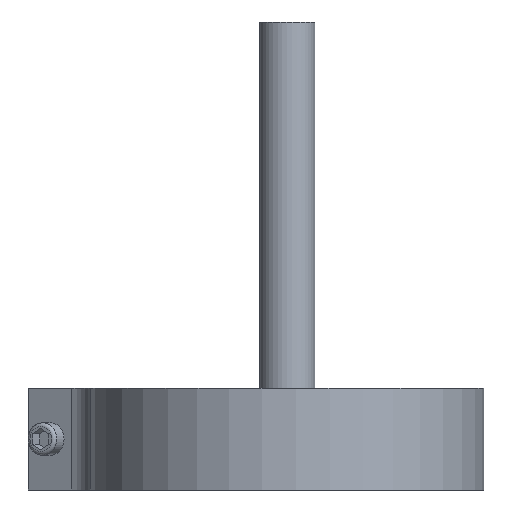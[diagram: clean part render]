
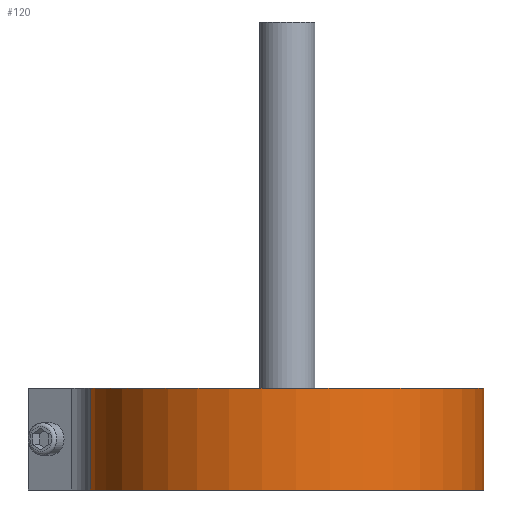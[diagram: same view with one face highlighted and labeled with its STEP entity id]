
A CAD part, front view. The second image highlights one B-rep face of the part: STEP entity #120.
In plain terms, the highlighted cylindrical face has radius 42.5 mm (diameter 85 mm), a partial arc.
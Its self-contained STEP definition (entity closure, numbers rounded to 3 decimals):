
#120 = ADVANCED_FACE( '', ( #246 ), #247, .T. );
#246 = FACE_OUTER_BOUND( '', #408, .T. );
#247 = CYLINDRICAL_SURFACE( '', #409, 42.5 );
#408 = EDGE_LOOP( '', ( #676, #677, #678, #679 ) );
#409 = AXIS2_PLACEMENT_3D( '', #680, #681, #682 );
#676 = ORIENTED_EDGE( '', *, *, #1073, .T. );
#677 = ORIENTED_EDGE( '', *, *, #1069, .F. );
#678 = ORIENTED_EDGE( '', *, *, #1074, .F. );
#679 = ORIENTED_EDGE( '', *, *, #1075, .T. );
#680 = CARTESIAN_POINT( '', ( 0., 0., 11. ) );
#681 = DIRECTION( '', ( 0., 0., 1. ) );
#682 = DIRECTION( '', ( -1., 0., 0. ) );
#1069 = EDGE_CURVE( '', #2059, #2057, #2061, .T. );
#1073 = EDGE_CURVE( '', #2066, #2057, #2067, .T. );
#1074 = EDGE_CURVE( '', #2068, #2059, #2069, .T. );
#1075 = EDGE_CURVE( '', #2068, #2066, #2070, .T. );
#2057 = VERTEX_POINT( '', #2235 );
#2059 = VERTEX_POINT( '', #2238 );
#2061 = LINE( '', #2241, #2242 );
#2066 = VERTEX_POINT( '', #2247 );
#2067 = CIRCLE( '', #2248, 42.5 );
#2068 = VERTEX_POINT( '', #2249 );
#2069 = CIRCLE( '', #2250, 42.5 );
#2070 = LINE( '', #2251, #2252 );
#2235 = CARTESIAN_POINT( '', ( 31.53, 28.497, -11. ) );
#2238 = CARTESIAN_POINT( '', ( 31.53, 28.497, 11. ) );
#2241 = CARTESIAN_POINT( '', ( 31.53, 28.497, 11. ) );
#2242 = VECTOR( '', #2634, 1000. );
#2247 = CARTESIAN_POINT( '', ( -42.442, -2.22, -11. ) );
#2248 = AXIS2_PLACEMENT_3D( '', #2638, #2639, #2640 );
#2249 = CARTESIAN_POINT( '', ( -42.442, -2.22, 11. ) );
#2250 = AXIS2_PLACEMENT_3D( '', #2641, #2642, #2643 );
#2251 = CARTESIAN_POINT( '', ( -42.442, -2.22, 11. ) );
#2252 = VECTOR( '', #2644, 1000. );
#2634 = DIRECTION( '', ( 0., 0., -1. ) );
#2638 = CARTESIAN_POINT( '', ( 0., 0., -11. ) );
#2639 = DIRECTION( '', ( 0., 0., 1. ) );
#2640 = DIRECTION( '', ( -1., 0., 0. ) );
#2641 = CARTESIAN_POINT( '', ( 0., 0., 11. ) );
#2642 = DIRECTION( '', ( 0., 0., 1. ) );
#2643 = DIRECTION( '', ( -1., 0., 0. ) );
#2644 = DIRECTION( '', ( 0., 0., -1. ) );
